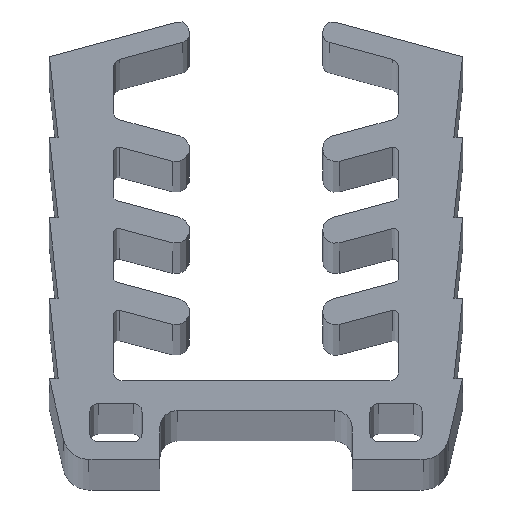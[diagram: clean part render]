
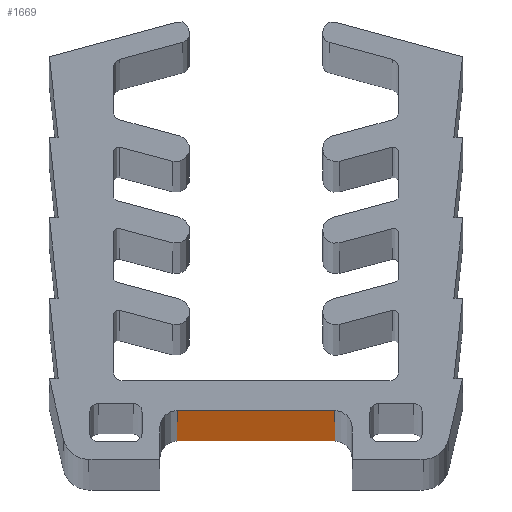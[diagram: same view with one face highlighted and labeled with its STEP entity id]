
A CAD part, top view. The second image highlights one B-rep face of the part: STEP entity #1669.
In plain terms, the highlighted planar face has unit normal (0, -1, 0).
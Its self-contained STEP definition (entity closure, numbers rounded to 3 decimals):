
#398 = ORIENTED_EDGE ( 'NONE', *, *, #935, .F. ) ;
#422 = CARTESIAN_POINT ( 'NONE',  ( -4.5, 2.8, 1000. ) ) ;
#785 = VERTEX_POINT ( 'NONE', #1703 ) ;
#870 = DIRECTION ( 'NONE',  ( 1., 0., 0. ) ) ;
#890 = AXIS2_PLACEMENT_3D ( 'NONE', #422, #1833, #1497 ) ;
#935 = EDGE_CURVE ( 'NONE', #1422, #785, #2383, .T. ) ;
#971 = ORIENTED_EDGE ( 'NONE', *, *, #1194, .F. ) ;
#978 = CARTESIAN_POINT ( 'NONE',  ( -4.5, 2.8, 1000. ) ) ;
#1038 = DIRECTION ( 'NONE',  ( 0., 0., -1. ) ) ;
#1194 = EDGE_CURVE ( 'NONE', #785, #2034, #2775, .T. ) ;
#1205 = ORIENTED_EDGE ( 'NONE', *, *, #3144, .T. ) ;
#1235 = PLANE ( 'NONE',  #890 ) ;
#1374 = CARTESIAN_POINT ( 'NONE',  ( -4.5, 2.8, 1000. ) ) ;
#1422 = VERTEX_POINT ( 'NONE', #1374 ) ;
#1432 = LINE ( 'NONE', #3318, #2231 ) ;
#1497 = DIRECTION ( 'NONE',  ( 0., 0., 1. ) ) ;
#1669 = ADVANCED_FACE ( 'NONE', ( #3350 ), #1235, .F. ) ;
#1703 = CARTESIAN_POINT ( 'NONE',  ( 4.5, 2.8, 1000. ) ) ;
#1833 = DIRECTION ( 'NONE',  ( 0., 1., 0. ) ) ;
#1876 = CARTESIAN_POINT ( 'NONE',  ( -4.5, 2.8, 0. ) ) ;
#2034 = VERTEX_POINT ( 'NONE', #2086 ) ;
#2049 = DIRECTION ( 'NONE',  ( 1., 0., 0. ) ) ;
#2085 = VECTOR ( 'NONE', #2049, 1000. ) ;
#2086 = CARTESIAN_POINT ( 'NONE',  ( 4.5, 2.8, 0. ) ) ;
#2186 = EDGE_LOOP ( 'NONE', ( #1205, #971, #398, #2526 ) ) ;
#2231 = VECTOR ( 'NONE', #870, 1000. ) ;
#2383 = LINE ( 'NONE', #978, #2085 ) ;
#2526 = ORIENTED_EDGE ( 'NONE', *, *, #2890, .T. ) ;
#2592 = VECTOR ( 'NONE', #3074, 1000. ) ;
#2615 = LINE ( 'NONE', #3126, #2955 ) ;
#2775 = LINE ( 'NONE', #2792, #2592 ) ;
#2792 = CARTESIAN_POINT ( 'NONE',  ( 4.5, 2.8, 1000. ) ) ;
#2890 = EDGE_CURVE ( 'NONE', #1422, #3421, #2615, .T. ) ;
#2955 = VECTOR ( 'NONE', #1038, 1000. ) ;
#3074 = DIRECTION ( 'NONE',  ( 0., 0., -1. ) ) ;
#3126 = CARTESIAN_POINT ( 'NONE',  ( -4.5, 2.8, 1000. ) ) ;
#3144 = EDGE_CURVE ( 'NONE', #3421, #2034, #1432, .T. ) ;
#3318 = CARTESIAN_POINT ( 'NONE',  ( -4.5, 2.8, 0. ) ) ;
#3350 = FACE_OUTER_BOUND ( 'NONE', #2186, .T. ) ;
#3421 = VERTEX_POINT ( 'NONE', #1876 ) ;
